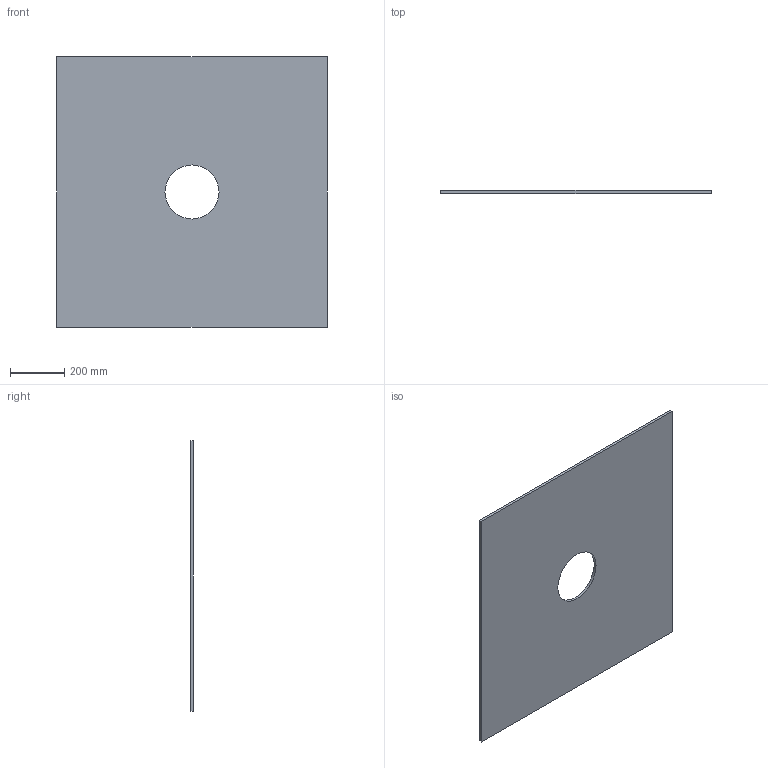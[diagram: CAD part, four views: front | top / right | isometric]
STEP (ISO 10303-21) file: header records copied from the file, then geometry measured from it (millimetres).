
FILE_DESCRIPTION( ( 'STEP AP214' ), '1' );
FILE_NAME( 'rib1_cad.step', ' ', ( ' ' ), ( ' ' ), 'PSStep 20.0.26', ' ', ' ' );
FILE_SCHEMA( ( 'AUTOMOTIVE_DESIGN { 1 0 10303 214 1 1 1 1 }' ) );
Length unit declared in the file: metre
Products named in the file (2): Assem1; box_2
Assembly tree (1 placements, depth 2):
  Assem1
    box_2
Bounding box: 1000 x 10 x 1000 mm (x, y, z)
Volume: 9685840.7 mm3; surface area: 1983451.3 mm2
Topology: 1 solids, 1 shells, 7 faces, 16 edges, 11 vertices
Faces by surface type: plane 6, cylinder 1
Full cylindrical faces by diameter (mm): 200 x1
Entity records: 354 total; most frequent: DIRECTION 34, CARTESIAN_POINT 33, ORIENTED_EDGE 28, STYLED_ITEM 21, PRESENTATION_STYLE_ASSIGNMENT 21, COLOUR_RGB 21, EDGE_CURVE 14, CURVE_STYLE 14
